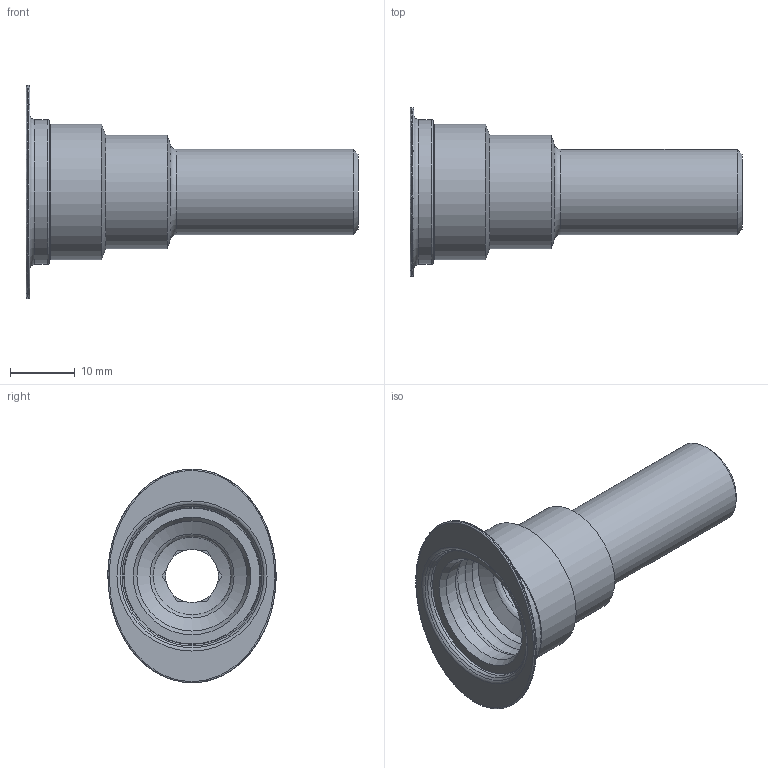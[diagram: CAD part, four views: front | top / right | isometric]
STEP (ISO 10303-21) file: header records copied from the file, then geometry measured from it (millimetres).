
FILE_DESCRIPTION(/* description */ ('BUCHSE'),/* implementation_level */ '2;1');
FILE_NAME(/* name */ 'ESR 14X50 NA-RO.stp',/* time_stamp */ '2025-02-04T12:34:39+01:00',/* author */ ('ertl'),/* organization */ (''),/* preprocessor_version */ 'ST-DEVELOPER v20',/* originating_system */ 'Autodesk Inventor 2025',/* authorisation */ '');
FILE_SCHEMA (('AUTOMOTIVE_DESIGN { 1 0 10303 214 3 1 1 }'));
Length unit declared in the file: millimetre
Products named in the file (3): ESR 14X50 NA-RO; ESR 14X50 NA-U; LÜDECKE
Assembly tree (2 placements, depth 2):
  ESR 14X50 NA-RO
    ESR 14X50 NA-U
    LÜDECKE
Bounding box: 51.3 x 25.99 x 33 mm (x, y, z)
Volume: 5495.1 mm3; surface area: 5741.7 mm2
Topology: 2 solids, 2 shells, 58 faces, 136 edges, 86 vertices
Faces by surface type: plane 26, cylinder 12, cone 10, torus 7, bspline 3
Full cylindrical faces by diameter (mm): 8.2 x1, 12 x1, 13.157 x1, 17 x2, 17.5 x1, 20 x1, 20.4 x1, 21 x2, 21.2 x1, 22.4 x1
Entity records: 2100 total; most frequent: CARTESIAN_POINT 585, DIRECTION 303, ORIENTED_EDGE 272, EDGE_CURVE 136, AXIS2_PLACEMENT_3D 125, VERTEX_POINT 86, EDGE_LOOP 66, CIRCLE 65
